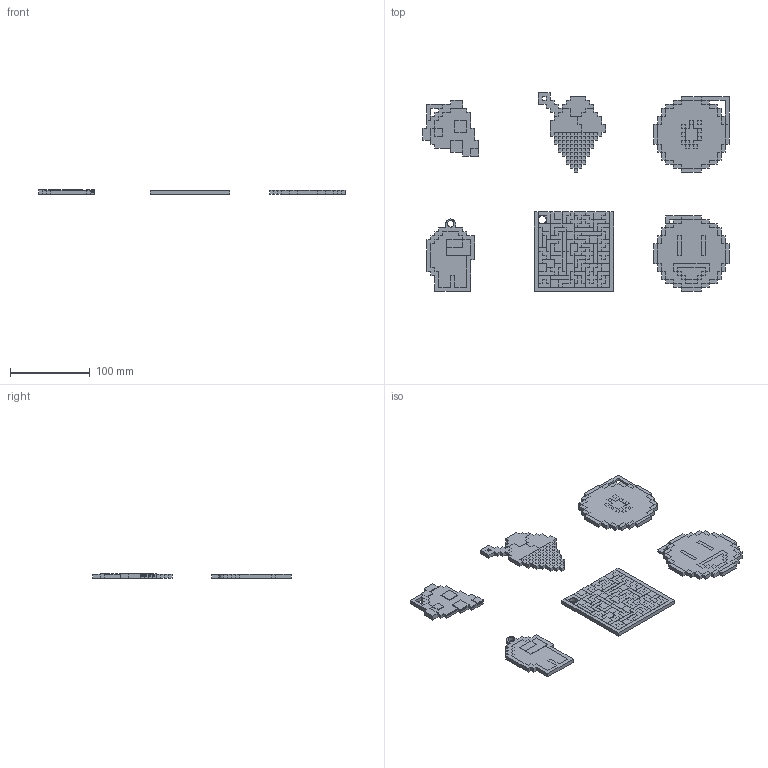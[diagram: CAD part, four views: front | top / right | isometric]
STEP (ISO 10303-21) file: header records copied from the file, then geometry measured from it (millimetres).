
FILE_DESCRIPTION(/* description */ (''),/* implementation_level */ '2;1');
FILE_NAME(/* name */ 'Grid Chain ALL.step',/* time_stamp */ '2025-11-27T20:33:33Z',/* author */ (''),/* organization */ (''),/* preprocessor_version */ 'ST-DEVELOPER v20.1',/* originating_system */ 'Autodesk Translation Framework v14.17.0.0',/* authorisation */ '');
FILE_SCHEMA (('AUTOMOTIVE_DESIGN { 1 0 10303 214 3 1 1 }'));
Length unit declared in the file: millimetre
Products named in the file (1): 2025-11-22-15-33-31-987
Bounding box: 385 x 250 x 6 mm (x, y, z)
Volume: 181439.9 mm3; surface area: 142217.5 mm2
Topology: 232 solids, 232 shells, 1950 faces, 4474 edges, 2984 vertices
Faces by surface type: plane 1944, cylinder 6
Full cylindrical faces by diameter (mm): 8.246 x1
Entity records: 53776 total; most frequent: CARTESIAN_POINT 9409, ORIENTED_EDGE 8948, DIRECTION 8388, EDGE_CURVE 4474, LINE 4462, VECTOR 4462, VERTEX_POINT 2984, EDGE_LOOP 1966
